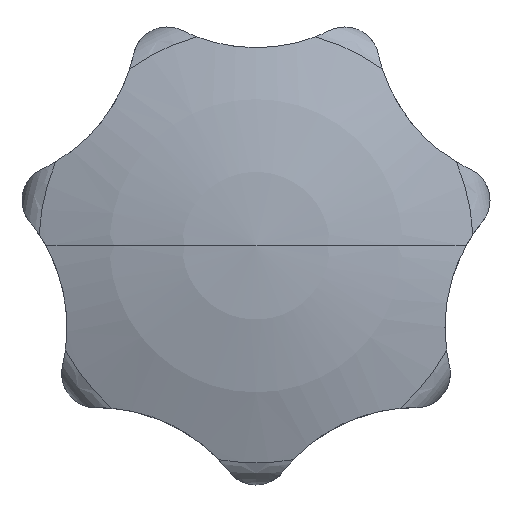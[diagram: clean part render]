
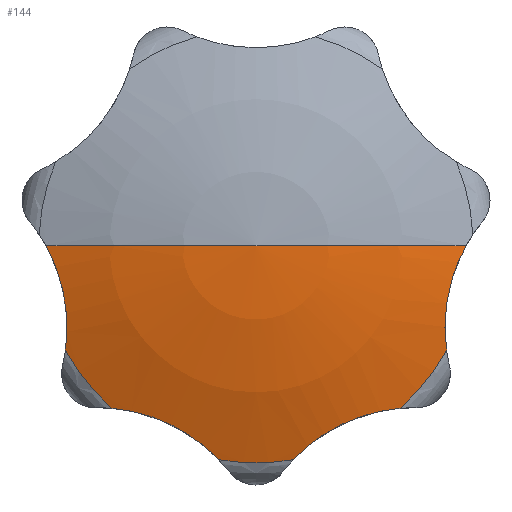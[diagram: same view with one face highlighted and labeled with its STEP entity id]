
A CAD part, top view. The second image highlights one B-rep face of the part: STEP entity #144.
In plain terms, the highlighted spherical face has radius 80 mm.
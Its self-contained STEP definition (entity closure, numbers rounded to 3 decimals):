
#144=ADVANCED_FACE('',(#299),#300,.T.);
#299=FACE_OUTER_BOUND('',#463,.T.);
#300=SPHERICAL_SURFACE('',#464,80.);
#463=EDGE_LOOP('',(#857,#858,#859,#860,#861,#862,#863,#864,#865));
#464=AXIS2_PLACEMENT_3D('',#866,#867,#868);
#857=ORIENTED_EDGE('',*,*,#1023,.T.);
#858=ORIENTED_EDGE('',*,*,#1138,.T.);
#859=ORIENTED_EDGE('',*,*,#1183,.T.);
#860=ORIENTED_EDGE('',*,*,#1141,.T.);
#861=ORIENTED_EDGE('',*,*,#1184,.T.);
#862=ORIENTED_EDGE('',*,*,#1155,.T.);
#863=ORIENTED_EDGE('',*,*,#1185,.T.);
#864=ORIENTED_EDGE('',*,*,#1168,.T.);
#865=ORIENTED_EDGE('',*,*,#1024,.T.);
#866=CARTESIAN_POINT('',(0.,0.,-40.));
#867=DIRECTION('',(0.,0.,1.0));
#868=DIRECTION('',(1.0,0.,0.0));
#1023=EDGE_CURVE('',#1230,#1231,#1232,.T.);
#1024=EDGE_CURVE('',#1233,#1230,#1234,.T.);
#1138=EDGE_CURVE('',#1231,#1406,#1408,.T.);
#1141=EDGE_CURVE('',#1413,#1410,#1414,.T.);
#1155=EDGE_CURVE('',#1437,#1434,#1438,.T.);
#1168=EDGE_CURVE('',#1457,#1233,#1458,.T.);
#1183=EDGE_CURVE('',#1406,#1413,#1475,.T.);
#1184=EDGE_CURVE('',#1410,#1437,#1476,.T.);
#1185=EDGE_CURVE('',#1434,#1457,#1477,.T.);
#1230=VERTEX_POINT('',#1591);
#1231=VERTEX_POINT('',#1592);
#1232=CIRCLE('',#1593,80.);
#1233=VERTEX_POINT('',#1594);
#1234=CIRCLE('',#1595,80.);
#1406=VERTEX_POINT('',#2027);
#1408=B_SPLINE_CURVE_WITH_KNOTS('',3,(#2034,#2035,#2036,#2037,#2038,#2039,#2040,#2041,#2042,#2043,#2044,#2045,#2046,#2047,#2048,#2049,#2050,#2051),.UNSPECIFIED.,.F.,.F.,(4,2,2,2,2,2,2,2,4),(65.541,67.079,69.391,71.704,74.016,76.328,78.64,80.952,81.119),.UNSPECIFIED.);
#1410=VERTEX_POINT('',#2053);
#1413=VERTEX_POINT('',#2059);
#1414=B_SPLINE_CURVE_WITH_KNOTS('',3,(#2060,#2061,#2062,#2063,#2064,#2065,#2066,#2067,#2068,#2069,#2070,#2071,#2072,#2073,#2074,#2075,#2076,#2077),.UNSPECIFIED.,.F.,.F.,(4,2,2,2,2,2,2,2,4),(65.541,67.079,69.391,71.704,74.016,76.328,78.64,80.952,81.119),.UNSPECIFIED.);
#1434=VERTEX_POINT('',#2152);
#1437=VERTEX_POINT('',#2158);
#1438=B_SPLINE_CURVE_WITH_KNOTS('',3,(#2159,#2160,#2161,#2162,#2163,#2164,#2165,#2166,#2167,#2168,#2169,#2170,#2171,#2172,#2173,#2174,#2175,#2176),.UNSPECIFIED.,.F.,.F.,(4,2,2,2,2,2,2,2,4),(65.541,67.079,69.391,71.704,74.016,76.328,78.64,80.952,81.119),.UNSPECIFIED.);
#1457=VERTEX_POINT('',#2256);
#1458=B_SPLINE_CURVE_WITH_KNOTS('',3,(#2257,#2258,#2259,#2260,#2261,#2262,#2263,#2264,#2265,#2266,#2267,#2268,#2269,#2270,#2271,#2272,#2273,#2274),.UNSPECIFIED.,.F.,.F.,(4,2,2,2,2,2,2,2,4),(65.541,67.079,69.391,71.704,74.016,76.328,78.64,80.952,81.119),.UNSPECIFIED.);
#1475=CIRCLE('',#2364,28.609);
#1476=CIRCLE('',#2365,28.609);
#1477=CIRCLE('',#2366,28.609);
#1591=CARTESIAN_POINT('',(0.,0.,40.));
#1592=CARTESIAN_POINT('',(-27.669,0.,35.063));
#1593=AXIS2_PLACEMENT_3D('',#2396,#2397,#2398);
#1594=CARTESIAN_POINT('',(27.669,0.,35.063));
#1595=AXIS2_PLACEMENT_3D('',#2399,#2400,#2401);
#2027=CARTESIAN_POINT('',(-25.1,-13.73,34.71));
#2034=CARTESIAN_POINT('',(-28.571,1.48,34.71));
#2035=CARTESIAN_POINT('',(-28.292,1.06,34.825));
#2036=CARTESIAN_POINT('',(-28.024,0.626,34.93));
#2037=CARTESIAN_POINT('',(-27.387,-0.494,35.169));
#2038=CARTESIAN_POINT('',(-27.035,-1.196,35.288));
#2039=CARTESIAN_POINT('',(-26.404,-2.645,35.475));
#2040=CARTESIAN_POINT('',(-26.125,-3.393,35.542));
#2041=CARTESIAN_POINT('',(-25.649,-4.92,35.621));
#2042=CARTESIAN_POINT('',(-25.452,-5.698,35.633));
#2043=CARTESIAN_POINT('',(-25.145,-7.271,35.601));
#2044=CARTESIAN_POINT('',(-25.034,-8.066,35.557));
#2045=CARTESIAN_POINT('',(-24.901,-9.656,35.415));
#2046=CARTESIAN_POINT('',(-24.878,-10.451,35.316));
#2047=CARTESIAN_POINT('',(-24.916,-12.025,35.068));
#2048=CARTESIAN_POINT('',(-24.977,-12.803,34.919));
#2049=CARTESIAN_POINT('',(-25.085,-13.62,34.735));
#2050=CARTESIAN_POINT('',(-25.092,-13.675,34.722));
#2051=CARTESIAN_POINT('',(-25.1,-13.73,34.71));
#2053=CARTESIAN_POINT('',(-4.915,-28.184,34.71));
#2059=CARTESIAN_POINT('',(-18.971,-21.415,34.71));
#2060=CARTESIAN_POINT('',(-18.971,-21.415,34.71));
#2061=CARTESIAN_POINT('',(-18.468,-21.459,34.825));
#2062=CARTESIAN_POINT('',(-17.962,-21.52,34.93));
#2063=CARTESIAN_POINT('',(-16.689,-21.72,35.169));
#2064=CARTESIAN_POINT('',(-15.921,-21.882,35.288));
#2065=CARTESIAN_POINT('',(-14.394,-22.292,35.475));
#2066=CARTESIAN_POINT('',(-13.636,-22.541,35.542));
#2067=CARTESIAN_POINT('',(-12.145,-23.12,35.621));
#2068=CARTESIAN_POINT('',(-11.414,-23.452,35.633));
#2069=CARTESIAN_POINT('',(-9.993,-24.192,35.601));
#2070=CARTESIAN_POINT('',(-9.303,-24.601,35.557));
#2071=CARTESIAN_POINT('',(-7.976,-25.488,35.415));
#2072=CARTESIAN_POINT('',(-7.34,-25.966,35.316));
#2073=CARTESIAN_POINT('',(-6.134,-26.977,35.068));
#2074=CARTESIAN_POINT('',(-5.563,-27.511,34.919));
#2075=CARTESIAN_POINT('',(-4.991,-28.104,34.735));
#2076=CARTESIAN_POINT('',(-4.953,-28.144,34.722));
#2077=CARTESIAN_POINT('',(-4.915,-28.184,34.71));
#2152=CARTESIAN_POINT('',(18.971,-21.415,34.71));
#2158=CARTESIAN_POINT('',(4.915,-28.184,34.71));
#2159=CARTESIAN_POINT('',(4.915,-28.184,34.71));
#2160=CARTESIAN_POINT('',(5.262,-27.818,34.825));
#2161=CARTESIAN_POINT('',(5.626,-27.461,34.93));
#2162=CARTESIAN_POINT('',(6.576,-26.59,35.169));
#2163=CARTESIAN_POINT('',(7.182,-26.091,35.288));
#2164=CARTESIAN_POINT('',(8.454,-25.153,35.475));
#2165=CARTESIAN_POINT('',(9.121,-24.715,35.542));
#2166=CARTESIAN_POINT('',(10.504,-23.911,35.621));
#2167=CARTESIAN_POINT('',(11.219,-23.546,35.633));
#2168=CARTESIAN_POINT('',(12.684,-22.896,35.601));
#2169=CARTESIAN_POINT('',(13.434,-22.612,35.557));
#2170=CARTESIAN_POINT('',(14.955,-22.128,35.415));
#2171=CARTESIAN_POINT('',(15.725,-21.928,35.316));
#2172=CARTESIAN_POINT('',(17.268,-21.616,35.068));
#2173=CARTESIAN_POINT('',(18.04,-21.502,34.919));
#2174=CARTESIAN_POINT('',(18.86,-21.425,34.735));
#2175=CARTESIAN_POINT('',(18.916,-21.42,34.722));
#2176=CARTESIAN_POINT('',(18.971,-21.415,34.71));
#2256=CARTESIAN_POINT('',(25.1,-13.73,34.71));
#2257=CARTESIAN_POINT('',(25.1,-13.73,34.71));
#2258=CARTESIAN_POINT('',(25.03,-13.23,34.825));
#2259=CARTESIAN_POINT('',(24.977,-12.723,34.93));
#2260=CARTESIAN_POINT('',(24.889,-11.438,35.169));
#2261=CARTESIAN_POINT('',(24.876,-10.653,35.288));
#2262=CARTESIAN_POINT('',(24.936,-9.073,35.475));
#2263=CARTESIAN_POINT('',(25.01,-8.278,35.542));
#2264=CARTESIAN_POINT('',(25.243,-6.696,35.621));
#2265=CARTESIAN_POINT('',(25.404,-5.909,35.633));
#2266=CARTESIAN_POINT('',(25.809,-4.359,35.601));
#2267=CARTESIAN_POINT('',(26.055,-3.595,35.557));
#2268=CARTESIAN_POINT('',(26.624,-2.104,35.415));
#2269=CARTESIAN_POINT('',(26.949,-1.378,35.316));
#2270=CARTESIAN_POINT('',(27.666,0.023,35.068));
#2271=CARTESIAN_POINT('',(28.059,0.698,34.919));
#2272=CARTESIAN_POINT('',(28.51,1.387,34.735));
#2273=CARTESIAN_POINT('',(28.54,1.434,34.722));
#2274=CARTESIAN_POINT('',(28.571,1.48,34.71));
#2364=AXIS2_PLACEMENT_3D('',#2549,#2550,#2551);
#2365=AXIS2_PLACEMENT_3D('',#2552,#2553,#2554);
#2366=AXIS2_PLACEMENT_3D('',#2555,#2556,#2557);
#2396=CARTESIAN_POINT('',(0.,0.,-40.));
#2397=DIRECTION('',(0.,-1.0,0.));
#2398=DIRECTION('',(0.0,0.,1.0));
#2399=CARTESIAN_POINT('',(0.,0.,-40.));
#2400=DIRECTION('',(0.,-1.0,0.));
#2401=DIRECTION('',(0.0,0.,1.0));
#2549=CARTESIAN_POINT('',(0.,0.,34.71));
#2550=DIRECTION('',(0.,0.,1.0));
#2551=DIRECTION('',(-1.0,0.,0.));
#2552=CARTESIAN_POINT('',(0.,0.,34.71));
#2553=DIRECTION('',(0.,0.,1.0));
#2554=DIRECTION('',(-1.0,0.,0.));
#2555=CARTESIAN_POINT('',(0.,0.,34.71));
#2556=DIRECTION('',(0.,0.,1.0));
#2557=DIRECTION('',(-1.0,0.,0.));
